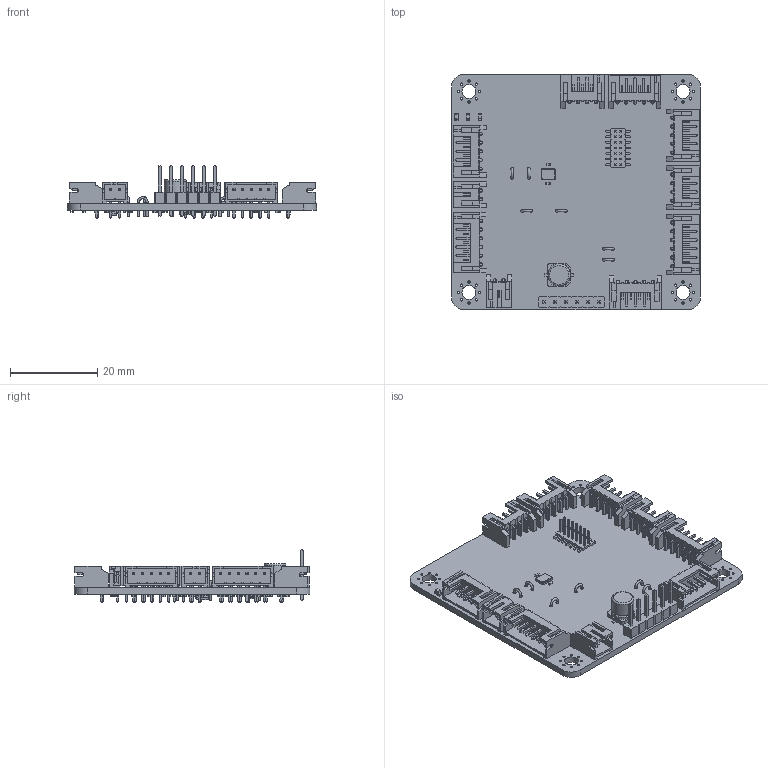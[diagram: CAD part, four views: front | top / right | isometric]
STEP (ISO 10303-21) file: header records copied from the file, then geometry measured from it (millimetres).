
FILE_DESCRIPTION(('KiCad electronic assembly'),'2;1');
FILE_NAME('ChaSouRo.step','2025-10-15T17:06:42',('Pcbnew'),('Kicad'), 'Open CASCADE STEP processor 7.9','KiCad to STEP converter','Unknown' );
FILE_SCHEMA(('AUTOMOTIVE_DESIGN { 1 0 10303 214 1 1 1 1 }'));
Length unit declared in the file: millimetre
Products named in the file (17): ChaSouRo 1; C_Elec_5x5.4; JST_PH_S5B-PH-K_1x05_P2.00mm_Horizontal; TestPoint_Bridge_Pitch2.0mm_Drill0.7mm; LED_0603_1608Metric; JST_PH_S2B-PH-K_1x02_P2.00mm_Horizontal; JST_PH_S6B-PH-K_1x06_P2.00mm_Horizontal; Crystal_SMD_3225-4Pin_3.2x2.5mm; C_0402_1005Metric; PinHeader_2x07_P1.27mm_Vertical_SMD; JST_PH_S4B-PH-K_1x04_P2.00mm_Horizontal; PinHeader_1x06_P2.54mm_Vertical; R_0402_1005Metric; SOT-23; L_0402_1005Metric; TSOT-23-8; ChaSouRo_PCB
Assembly tree (81 placements, depth 2):
  ChaSouRo 1
    C_Elec_5x5.4
    JST_PH_S5B-PH-K_1x05_P2.00mm_Horizontal  x4
    TestPoint_Bridge_Pitch2.0mm_Drill0.7mm  x6
    LED_0603_1608Metric  x3
    JST_PH_S2B-PH-K_1x02_P2.00mm_Horizontal  x2
    JST_PH_S6B-PH-K_1x06_P2.00mm_Horizontal  x2
    Crystal_SMD_3225-4Pin_3.2x2.5mm
    C_0402_1005Metric  x34
    PinHeader_2x07_P1.27mm_Vertical_SMD
    JST_PH_S4B-PH-K_1x04_P2.00mm_Horizontal  x2
    PinHeader_1x06_P2.54mm_Vertical
    R_0402_1005Metric  x20
    SOT-23
    L_0402_1005Metric
    TSOT-23-8
    ChaSouRo_PCB
Bounding box: 57 x 54 x 11.94 mm (x, y, z)
Volume: 6363.5 mm3; surface area: 12451.5 mm2
Topology: 82 solids, 82 shells, 4401 faces, 11593 edges, 7508 vertices
Faces by surface type: plane 3451, cylinder 907, bspline 34, torus 8, revolution 1
Full cylindrical faces by diameter (mm): 0.02 x1, 0.5 x44, 0.7 x12, 0.75 x44, 1 x6, 3.2 x4, 5 x2
Entity records: 64887 total; most frequent: CARTESIAN_POINT 9497, ORIENTED_EDGE 9044, DIRECTION 8541, EDGE_CURVE 4522, LINE 3928, VECTOR 3928, VERTEX_POINT 2892, AXIS2_PLACEMENT_3D 2306
